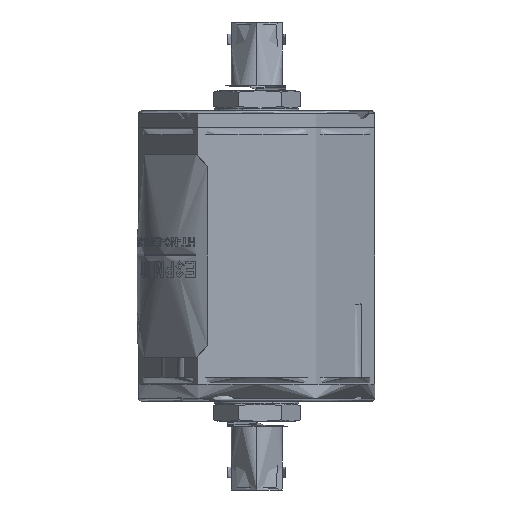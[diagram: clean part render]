
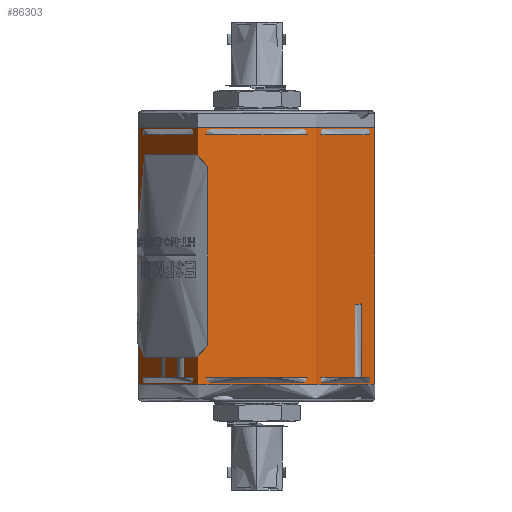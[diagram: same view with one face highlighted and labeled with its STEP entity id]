
A CAD part, front view. The second image highlights one B-rep face of the part: STEP entity #86303.
In plain terms, the highlighted cylindrical face has radius 22.225 mm (diameter 44.45 mm), a partial arc.
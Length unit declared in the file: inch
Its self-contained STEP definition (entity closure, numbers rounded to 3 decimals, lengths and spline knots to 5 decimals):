
#9522 = DIRECTION ( 'NONE',  ( 1., 0., 0. ) ) ;
#17868 = CARTESIAN_POINT ( 'NONE',  ( 0., 0., 0.95 ) ) ;
#23633 = CIRCLE ( 'NONE', #44930, 0.875 ) ;
#23705 = DIRECTION ( 'NONE',  ( -1., 0., 0. ) ) ;
#24389 = ORIENTED_EDGE ( 'NONE', *, *, #88897, .F. ) ;
#26796 = CIRCLE ( 'NONE', #107013, 0.875 ) ;
#31132 = LINE ( 'NONE', #42198, #68737 ) ;
#33651 = LINE ( 'NONE', #63294, #34907 ) ;
#34264 = DIRECTION ( 'NONE',  ( 0., 0., 1. ) ) ;
#34907 = VECTOR ( 'NONE', #71269, 39.37008 ) ;
#37422 = VERTEX_POINT ( 'NONE', #93276 ) ;
#38444 = EDGE_CURVE ( 'NONE', #86138, #99782, #33651, .T. ) ;
#39700 = CARTESIAN_POINT ( 'NONE',  ( 0., 0., 0.897 ) ) ;
#42148 = EDGE_CURVE ( 'NONE', #99782, #37422, #26796, .T. ) ;
#42198 = CARTESIAN_POINT ( 'NONE',  ( -0.875, 0., 0.897 ) ) ;
#44500 = CARTESIAN_POINT ( 'NONE',  ( -0.875, 0., 0.95 ) ) ;
#44930 = AXIS2_PLACEMENT_3D ( 'NONE', #17868, #34264, #9522 ) ;
#48457 = CARTESIAN_POINT ( 'NONE',  ( 0., 0., -0.95 ) ) ;
#54984 = DIRECTION ( 'NONE',  ( 0., 0., 1. ) ) ;
#56001 = ORIENTED_EDGE ( 'NONE', *, *, #100587, .F. ) ;
#56423 = CYLINDRICAL_SURFACE ( 'NONE', #101833, 0.875 ) ;
#63294 = CARTESIAN_POINT ( 'NONE',  ( 0.875, 0., 0.897 ) ) ;
#67101 = DIRECTION ( 'NONE',  ( 0., 0., -1. ) ) ;
#68737 = VECTOR ( 'NONE', #67101, 39.37008 ) ;
#71269 = DIRECTION ( 'NONE',  ( 0., 0., -1. ) ) ;
#72887 = CARTESIAN_POINT ( 'NONE',  ( 0.875, 0., -0.95 ) ) ;
#73000 = DIRECTION ( 'NONE',  ( 0., 0., -1. ) ) ;
#73948 = EDGE_LOOP ( 'NONE', ( #24389, #98238, #95454, #56001 ) ) ;
#78433 = FACE_OUTER_BOUND ( 'NONE', #73948, .T. ) ;
#85971 = VERTEX_POINT ( 'NONE', #44500 ) ;
#86138 = VERTEX_POINT ( 'NONE', #95935 ) ;
#86303 = ADVANCED_FACE ( 'NONE', ( #78433 ), #56423, .T. ) ;
#88897 = EDGE_CURVE ( 'NONE', #86138, #85971, #23633, .T. ) ;
#91193 = DIRECTION ( 'NONE',  ( 1., 0., 0. ) ) ;
#93276 = CARTESIAN_POINT ( 'NONE',  ( -0.875, 0., -0.95 ) ) ;
#95454 = ORIENTED_EDGE ( 'NONE', *, *, #42148, .T. ) ;
#95935 = CARTESIAN_POINT ( 'NONE',  ( 0.875, 0., 0.95 ) ) ;
#98238 = ORIENTED_EDGE ( 'NONE', *, *, #38444, .T. ) ;
#99782 = VERTEX_POINT ( 'NONE', #72887 ) ;
#100587 = EDGE_CURVE ( 'NONE', #85971, #37422, #31132, .T. ) ;
#101833 = AXIS2_PLACEMENT_3D ( 'NONE', #39700, #73000, #23705 ) ;
#107013 = AXIS2_PLACEMENT_3D ( 'NONE', #48457, #54984, #91193 ) ;
